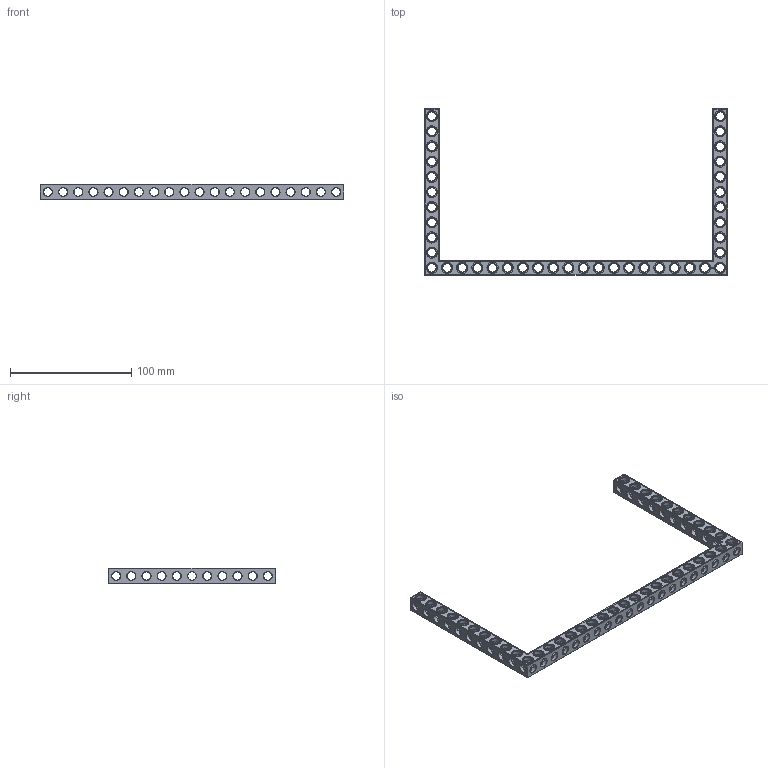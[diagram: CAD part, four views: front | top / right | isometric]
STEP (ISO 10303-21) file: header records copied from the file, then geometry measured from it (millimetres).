
FILE_DESCRIPTION(('FreeCAD Model'),'2;1');
FILE_NAME('Open CASCADE Shape Model','2022-03-09T23:10:04',('Author'),( ''),'Open CASCADE STEP processor 7.5','FreeCAD','Unknown');
FILE_SCHEMA(('AUTOMOTIVE_DESIGN { 1 0 10303 214 1 1 1 1 }'));
Products named in the file (1): Beam AGD ESS USH SYM BU20x11x01 - SPN-BEM-0641 (stemfie.org)
Bounding box: 250 x 137.5 x 12.5 mm (x, y, z)
Volume: 39076.9 mm3; surface area: 34889.3 mm2
Topology: 1 solids, 1 shells, 964 faces, 2967 edges, 1919 vertices
Faces by surface type: plane 423, cylinder 241, cone 162, extrusion 138
Full cylindrical faces by diameter (mm): 6.98 x24, 7 x177, 9.2 x40
Entity records: 181285 total; most frequent: CARTESIAN_POINT 125739, DIRECTION 9167, ORIENTED_EDGE 5934, PCURVE 5934, DEFINITIONAL_REPRESENTATION 5934, VECTOR 5497, LINE 5359, EDGE_CURVE 2967
